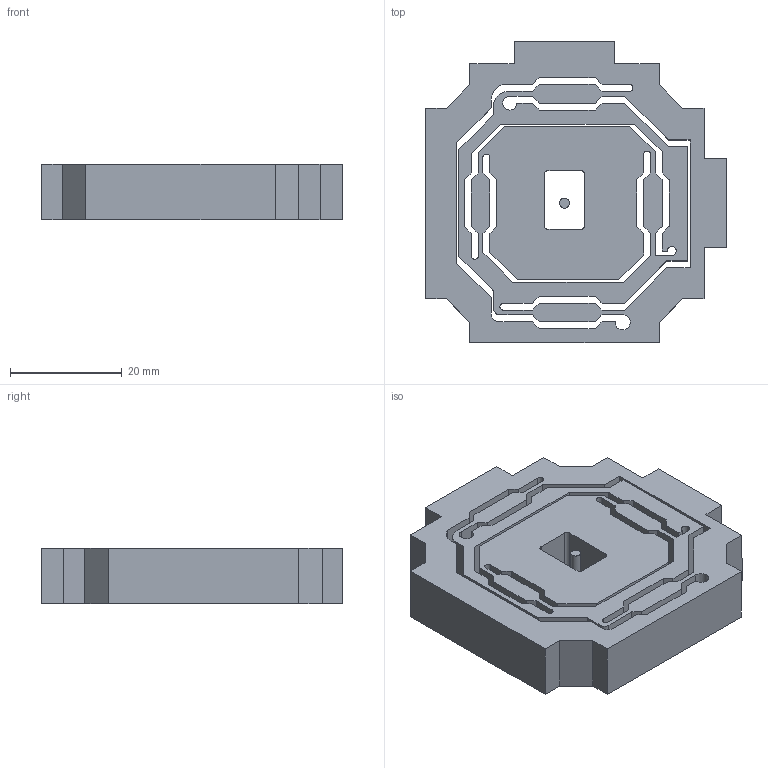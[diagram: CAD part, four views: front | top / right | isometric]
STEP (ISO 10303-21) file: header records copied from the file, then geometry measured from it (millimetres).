
FILE_DESCRIPTION(/* description */ (''),/* implementation_level */ '2;1');
FILE_NAME(/* name */ '20_Cube_Inser_Flexuremanipulator_m3_lc_fibermount_v3.ipt.step',/* time_stamp */ '2022-11-29T08:10:56+01:00',/* author */ ('diederichbenedict'),/* organization */ (''),/* preprocessor_version */ 'ST-DEVELOPER v18.1',/* originating_system */ 'Autodesk Inventor 2022',/* authorisation */ '');
FILE_SCHEMA (('AUTOMOTIVE_DESIGN { 1 0 10303 214 3 1 1 }'));
Length unit declared in the file: millimetre
Products named in the file (1): 20_Cube_Inser_Flexuremanipulator_m3_lc_fibermount_v3
Bounding box: 53.84 x 53.98 x 10 mm (x, y, z)
Volume: 19461.2 mm3; surface area: 13521.3 mm2
Topology: 2 solids, 2 shells, 188 faces, 558 edges, 372 vertices
Faces by surface type: plane 160, cylinder 28
Full cylindrical faces by diameter (mm): 1.8 x1, 2.8 x2, 4.9 x1
Entity records: 6314 total; most frequent: CARTESIAN_POINT 1119, ORIENTED_EDGE 1116, DIRECTION 1004, EDGE_CURVE 558, LINE 490, VECTOR 490, VERTEX_POINT 372, AXIS2_PLACEMENT_3D 257
